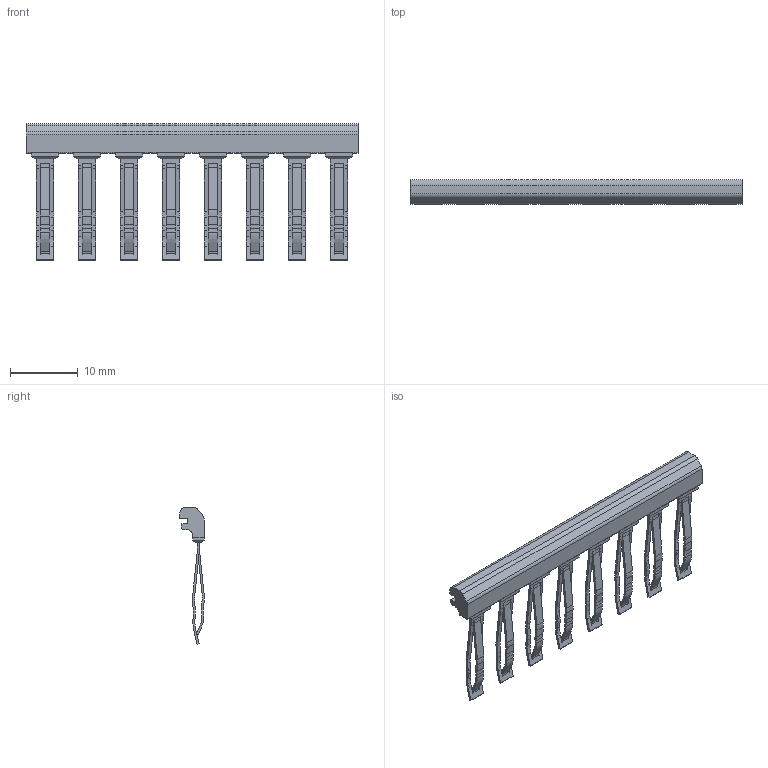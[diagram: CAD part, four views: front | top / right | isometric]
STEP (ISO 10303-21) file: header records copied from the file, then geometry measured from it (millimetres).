
FILE_DESCRIPTION(('STEP AP214'),'1');
FILE_NAME('cctmp_94C85DEE-6F62-4D66-B3E1-66C3D44C014C_2024_10_31_16_11_32_0099..stp','2024-10-31T15:11:32',('SIEMENS A&D'),('CADClick - www.CADClick.com'),'Spatial InterOp 3D postprocessed',' ','unknown authorization');
FILE_SCHEMA(('AUTOMOTIVE_DESIGN'));
Length unit declared in the file: millimetre
Products named in the file (1): 2024_10_31_16_11_32_0080
Bounding box: 49 x 3.61 x 20.21 mm (x, y, z)
Volume: 704.2 mm3; surface area: 1664.7 mm2
Topology: 1 solids, 1 shells, 624 faces, 1874 edges, 1228 vertices
Faces by surface type: plane 405, cylinder 219
Entity records: 22961 total; most frequent: ORIENTED_EDGE 3748, CARTESIAN_POINT 3727, DIRECTION 3594, EDGE_CURVE 1874, LINE 1404, VECTOR 1404, VERTEX_POINT 1228, AXIS2_PLACEMENT_3D 1095
